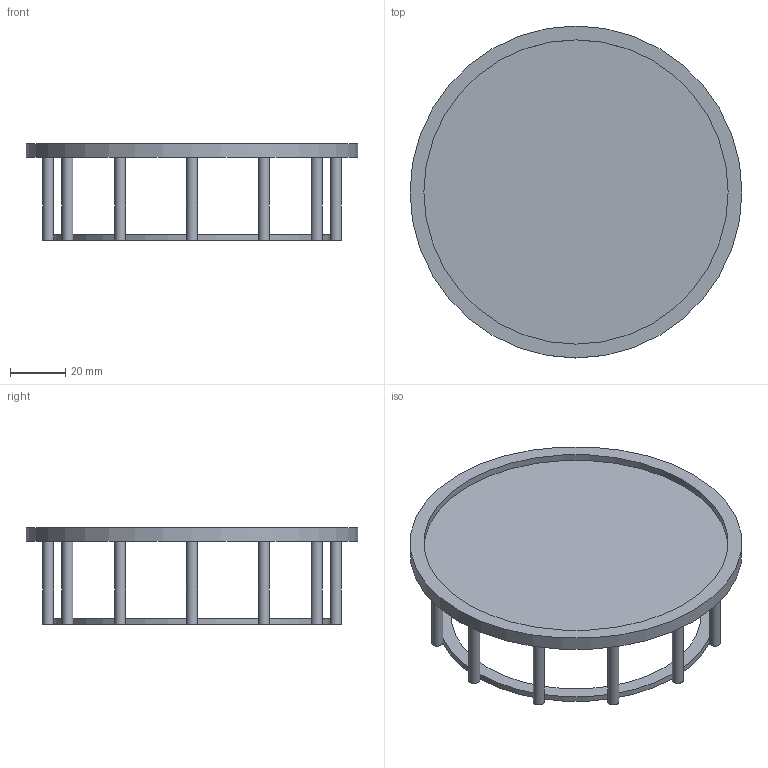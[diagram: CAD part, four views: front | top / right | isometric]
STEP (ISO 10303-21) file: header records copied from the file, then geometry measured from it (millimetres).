
FILE_DESCRIPTION(('Open CASCADE Model'),'2;1');
FILE_NAME('Open CASCADE Shape Model','2024-05-29T01:18:19',('Author'),( 'Open CASCADE'),'Open CASCADE STEP processor 7.7','Open CASCADE 7.7' ,'Unknown');
FILE_SCHEMA(('AUTOMOTIVE_DESIGN { 1 0 10303 214 1 1 1 1 }'));
Length unit declared in the file: millimetre
Products named in the file (3): Open CASCADE STEP translator 7.7 22; Open CASCADE STEP translator 7.7 22.1; Open CASCADE STEP translator 7.7 22.2
Assembly tree (2 placements, depth 2):
  Open CASCADE STEP translator 7.7 22
    Open CASCADE STEP translator 7.7 22.1
    Open CASCADE STEP translator 7.7 22.2
Bounding box: 120 x 120 x 35 mm (x, y, z)
Volume: 40298.8 mm3; surface area: 34070.6 mm2
Topology: 2 solids, 2 shells, 44 faces, 93 edges, 66 vertices
Faces by surface type: cylinder 27, plane 17
Full cylindrical faces by diameter (mm): 4 x12, 90 x1, 110 x1, 120 x1
Entity records: 2475 total; most frequent: DIRECTION 418, CARTESIAN_POINT 412, ORIENTED_EDGE 186, PCURVE 186, DEFINITIONAL_REPRESENTATION 186, CIRCLE 130, LINE 129, VECTOR 129
